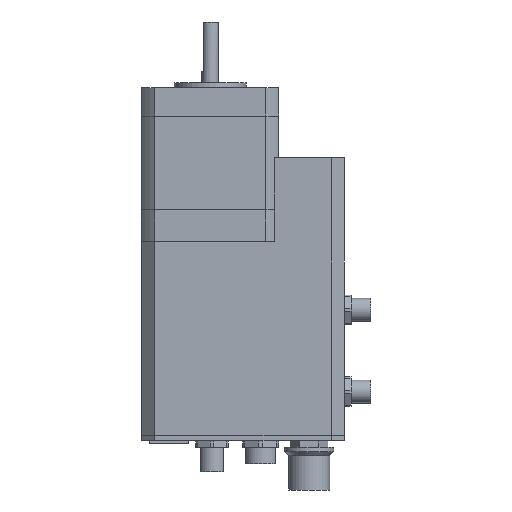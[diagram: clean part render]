
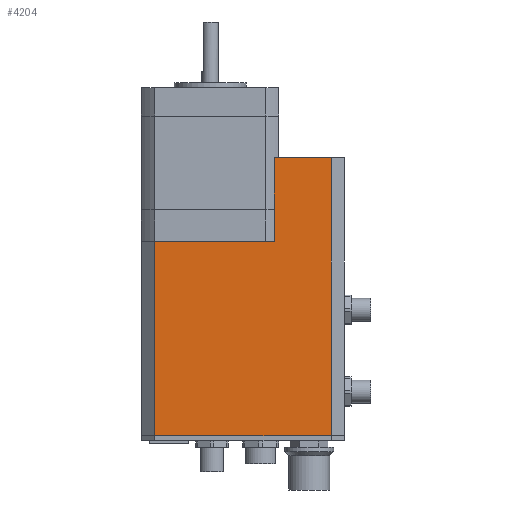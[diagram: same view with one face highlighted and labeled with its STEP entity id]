
A CAD part, front view. The second image highlights one B-rep face of the part: STEP entity #4204.
In plain terms, the highlighted planar face has unit normal (0, -1, 0).
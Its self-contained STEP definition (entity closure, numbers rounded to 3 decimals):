
#133 = PLANE ( 'NONE',  #3462 ) ;
#170 = EDGE_LOOP ( 'NONE', ( #382, #935, #2371, #9169, #9815, #11674 ) ) ;
#227 = LINE ( 'NONE', #7549, #7763 ) ;
#236 = VECTOR ( 'NONE', #547, 1000. ) ;
#382 = ORIENTED_EDGE ( 'NONE', *, *, #1867, .T. ) ;
#428 = CARTESIAN_POINT ( 'NONE',  ( 37., -21., -106.25 ) ) ;
#465 = VERTEX_POINT ( 'NONE', #3118 ) ;
#485 = VECTOR ( 'NONE', #1517, 1000. ) ;
#547 = DIRECTION ( 'NONE',  ( 0., 0., 1. ) ) ;
#935 = ORIENTED_EDGE ( 'NONE', *, *, #4125, .F. ) ;
#953 = CARTESIAN_POINT ( 'NONE',  ( 37., -21., -21.4 ) ) ;
#1119 = FACE_OUTER_BOUND ( 'NONE', #170, .T. ) ;
#1282 = DIRECTION ( 'NONE',  ( -1., 0., 0. ) ) ;
#1517 = DIRECTION ( 'NONE',  ( 1., 0., 0. ) ) ;
#1825 = EDGE_CURVE ( 'NONE', #6480, #10372, #9705, .T. ) ;
#1867 = EDGE_CURVE ( 'NONE', #5532, #11777, #5230, .T. ) ;
#2370 = EDGE_CURVE ( 'NONE', #465, #6480, #6159, .T. ) ;
#2371 = ORIENTED_EDGE ( 'NONE', *, *, #2370, .T. ) ;
#2397 = VECTOR ( 'NONE', #1282, 1000. ) ;
#2673 = CARTESIAN_POINT ( 'NONE',  ( -17., -21., -47. ) ) ;
#3015 = VECTOR ( 'NONE', #9841, 1000. ) ;
#3118 = CARTESIAN_POINT ( 'NONE',  ( 19.5, -21., -21.4 ) ) ;
#3462 = AXIS2_PLACEMENT_3D ( 'NONE', #7641, #8807, #4897 ) ;
#3634 = CARTESIAN_POINT ( 'NONE',  ( 19.5, -21., -47. ) ) ;
#4125 = EDGE_CURVE ( 'NONE', #465, #11777, #5154, .T. ) ;
#4204 = ADVANCED_FACE ( 'NONE', ( #1119 ), #133, .F. ) ;
#4832 = VECTOR ( 'NONE', #10747, 1000. ) ;
#4897 = DIRECTION ( 'NONE',  ( -1., 0., 0. ) ) ;
#5126 = CARTESIAN_POINT ( 'NONE',  ( 19.5, -21., -21.4 ) ) ;
#5154 = LINE ( 'NONE', #7974, #485 ) ;
#5230 = LINE ( 'NONE', #428, #236 ) ;
#5255 = CARTESIAN_POINT ( 'NONE',  ( -17., -21., -106.25 ) ) ;
#5532 = VERTEX_POINT ( 'NONE', #8067 ) ;
#6159 = LINE ( 'NONE', #5126, #3015 ) ;
#6480 = VERTEX_POINT ( 'NONE', #3634 ) ;
#6874 = CARTESIAN_POINT ( 'NONE',  ( -17., -21., -106.25 ) ) ;
#7058 = CARTESIAN_POINT ( 'NONE',  ( 37., -21., -47. ) ) ;
#7160 = VERTEX_POINT ( 'NONE', #5255 ) ;
#7549 = CARTESIAN_POINT ( 'NONE',  ( 37., -21., -106.25 ) ) ;
#7641 = CARTESIAN_POINT ( 'NONE',  ( 37., -21., -106.25 ) ) ;
#7763 = VECTOR ( 'NONE', #10429, 1000. ) ;
#7974 = CARTESIAN_POINT ( 'NONE',  ( 37., -21., -21.4 ) ) ;
#8067 = CARTESIAN_POINT ( 'NONE',  ( 37., -21., -106.25 ) ) ;
#8807 = DIRECTION ( 'NONE',  ( 0., 1., 0. ) ) ;
#9169 = ORIENTED_EDGE ( 'NONE', *, *, #1825, .T. ) ;
#9357 = EDGE_CURVE ( 'NONE', #7160, #10372, #9706, .T. ) ;
#9705 = LINE ( 'NONE', #7058, #2397 ) ;
#9706 = LINE ( 'NONE', #6874, #4832 ) ;
#9710 = EDGE_CURVE ( 'NONE', #5532, #7160, #227, .T. ) ;
#9815 = ORIENTED_EDGE ( 'NONE', *, *, #9357, .F. ) ;
#9841 = DIRECTION ( 'NONE',  ( 0., 0., -1. ) ) ;
#10372 = VERTEX_POINT ( 'NONE', #2673 ) ;
#10429 = DIRECTION ( 'NONE',  ( -1., 0., 0. ) ) ;
#10747 = DIRECTION ( 'NONE',  ( 0., 0., 1. ) ) ;
#11674 = ORIENTED_EDGE ( 'NONE', *, *, #9710, .F. ) ;
#11777 = VERTEX_POINT ( 'NONE', #953 ) ;
